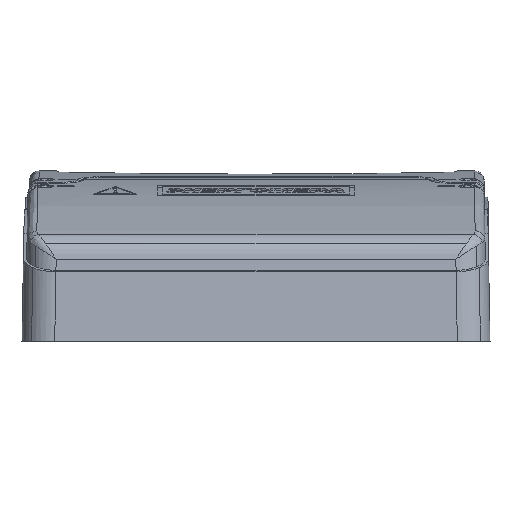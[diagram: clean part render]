
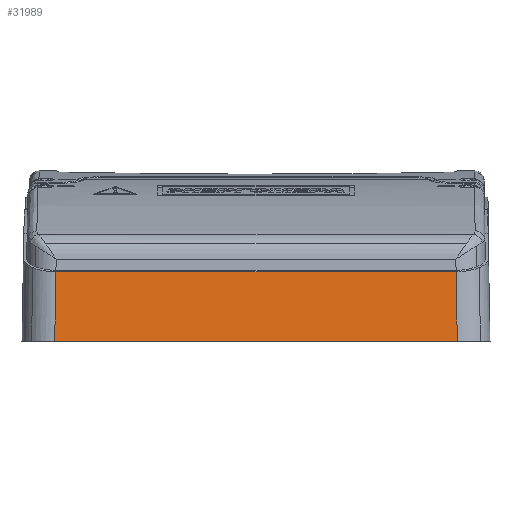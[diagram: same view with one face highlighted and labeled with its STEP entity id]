
A CAD part, front view. The second image highlights one B-rep face of the part: STEP entity #31989.
In plain terms, the highlighted planar face has unit normal (0, -0.996, 0.087).
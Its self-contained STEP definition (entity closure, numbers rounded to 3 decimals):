
#527 = DIRECTION ( 'NONE',  ( -1., 0., 0. ) ) ;
#7591 = CARTESIAN_POINT ( 'NONE',  ( 528.277, 401.797, 187.687 ) ) ;
#9292 = ORIENTED_EDGE ( 'NONE', *, *, #46086, .F. ) ;
#18790 = LINE ( 'NONE', #19194, #68942 ) ;
#19128 = DIRECTION ( 'NONE',  ( 1., 0., 0. ) ) ;
#19194 = CARTESIAN_POINT ( 'NONE',  ( 528.277, 401.797, 187.687 ) ) ;
#21475 = DIRECTION ( 'NONE',  ( 0.017, 0.087, 0.996 ) ) ;
#22260 = CARTESIAN_POINT ( 'NONE',  ( 396.434, 401.814, 187.885 ) ) ;
#22632 = VECTOR ( 'NONE', #44573, 1000. ) ;
#22849 = VECTOR ( 'NONE', #21475, 1000. ) ;
#24461 = ORIENTED_EDGE ( 'NONE', *, *, #52260, .F. ) ;
#25533 = VERTEX_POINT ( 'NONE', #42215 ) ;
#31105 = EDGE_CURVE ( 'NONE', #67198, #61816, #76733, .T. ) ;
#31989 = ADVANCED_FACE ( 'NONE', ( #73591 ), #55691, .T. ) ;
#34127 = CARTESIAN_POINT ( 'NONE',  ( 528.277, 399.943, 166.5 ) ) ;
#37887 = ORIENTED_EDGE ( 'NONE', *, *, #31105, .F. ) ;
#42215 = CARTESIAN_POINT ( 'NONE',  ( 518.994, 399.943, 166.5 ) ) ;
#44573 = DIRECTION ( 'NONE',  ( 0.017, -0.087, -0.996 ) ) ;
#45347 = CARTESIAN_POINT ( 'NONE',  ( 518.642, 401.707, 186.66 ) ) ;
#46086 = EDGE_CURVE ( 'NONE', #25533, #67198, #52793, .T. ) ;
#47213 = VERTEX_POINT ( 'NONE', #56933 ) ;
#52260 = EDGE_CURVE ( 'NONE', #47213, #25533, #75572, .T. ) ;
#52793 = LINE ( 'NONE', #34127, #67695 ) ;
#55691 = PLANE ( 'NONE',  #76268 ) ;
#56933 = CARTESIAN_POINT ( 'NONE',  ( 518.624, 401.797, 187.687 ) ) ;
#60917 = EDGE_LOOP ( 'NONE', ( #24461, #74601, #37887, #9292 ) ) ;
#61770 = EDGE_CURVE ( 'NONE', #47213, #61816, #18790, .T. ) ;
#61816 = VERTEX_POINT ( 'NONE', #74840 ) ;
#62639 = CARTESIAN_POINT ( 'NONE',  ( 396.061, 399.943, 166.5 ) ) ;
#67198 = VERTEX_POINT ( 'NONE', #62639 ) ;
#67695 = VECTOR ( 'NONE', #77829, 1000. ) ;
#68012 = DIRECTION ( 'NONE',  ( 0., -0.996, 0.087 ) ) ;
#68942 = VECTOR ( 'NONE', #527, 1000. ) ;
#73591 = FACE_OUTER_BOUND ( 'NONE', #60917, .T. ) ;
#74601 = ORIENTED_EDGE ( 'NONE', *, *, #61770, .T. ) ;
#74840 = CARTESIAN_POINT ( 'NONE',  ( 396.431, 401.797, 187.687 ) ) ;
#75572 = LINE ( 'NONE', #45347, #22632 ) ;
#76268 = AXIS2_PLACEMENT_3D ( 'NONE', #7591, #68012, #19128 ) ;
#76733 = LINE ( 'NONE', #22260, #22849 ) ;
#77829 = DIRECTION ( 'NONE',  ( -1., 0., 0. ) ) ;
